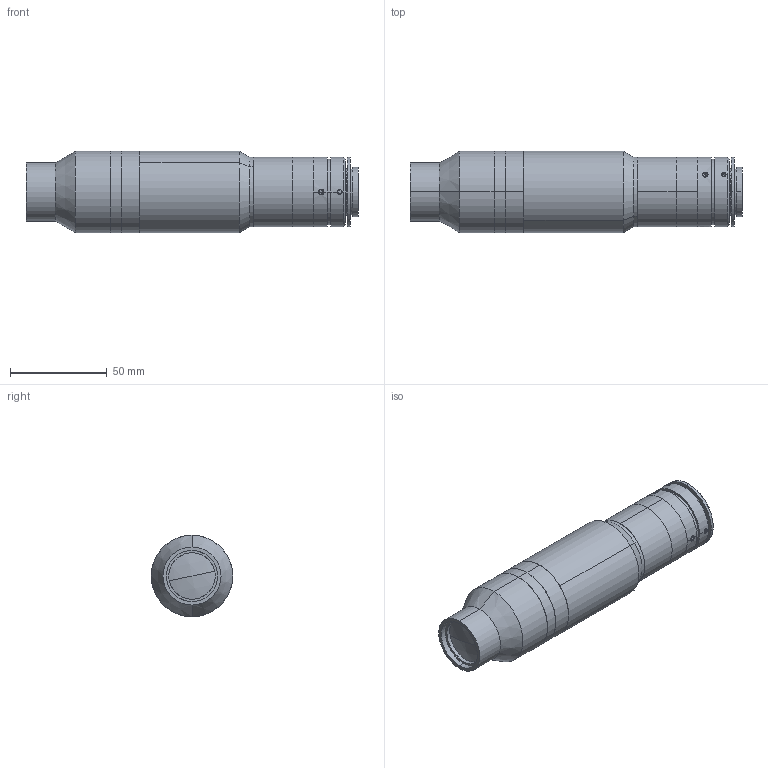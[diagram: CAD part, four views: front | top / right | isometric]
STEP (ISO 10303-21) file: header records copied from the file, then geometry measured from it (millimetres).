
FILE_DESCRIPTION (( 'STEP AP203' ), '1' );
FILE_NAME ('XF-MH03X454.STEP', '2024-08-06T05:54:48', ( '' ), ( '' ), 'SwSTEP 2.0', 'SolidWorks 2022', '' );
FILE_SCHEMA (( 'CONFIG_CONTROL_DESIGN' ));
Length unit declared in the file: millimetre
Products named in the file (1): XF-MH03X454
Bounding box: 171.33 x 42 x 42 mm (x, y, z)
Surface area: 26566.4 mm2 (no closed solid volume)
Topology: 0 solids, 20 shells, 135 faces, 390 edges, 260 vertices
Faces by surface type: plane 67, cylinder 44, cone 22, sphere 2
Entity records: 4744 total; most frequent: CARTESIAN_POINT 1120, DIRECTION 795, ORIENTED_EDGE 611, EDGE_CURVE 382, AXIS2_PLACEMENT_3D 295, VERTEX_POINT 260, VECTOR 205, LINE 205
